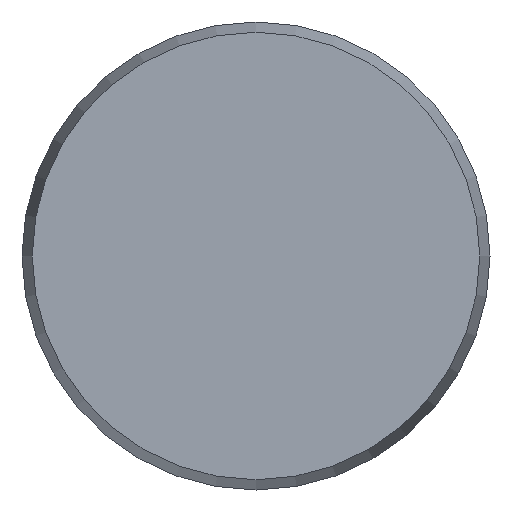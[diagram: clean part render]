
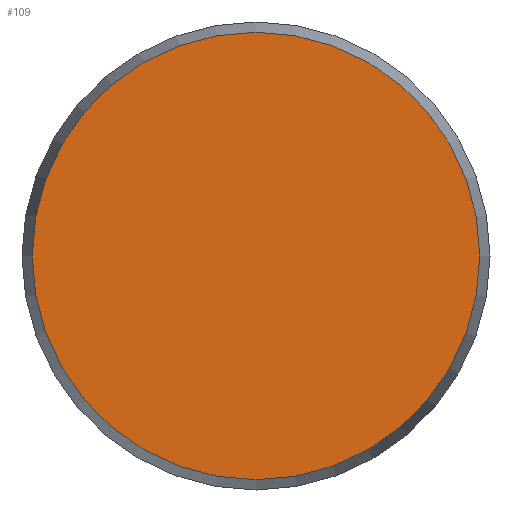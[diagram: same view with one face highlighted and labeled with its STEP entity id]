
A CAD part, front view. The second image highlights one B-rep face of the part: STEP entity #109.
In plain terms, the highlighted planar face has unit normal (0, -1, 0).
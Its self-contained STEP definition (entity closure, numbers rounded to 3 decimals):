
#109 = ADVANCED_FACE( '', ( #236 ), #237, .F. );
#236 = FACE_OUTER_BOUND( '', #409, .T. );
#237 = PLANE( '', #410 );
#409 = EDGE_LOOP( '', ( #628 ) );
#410 = AXIS2_PLACEMENT_3D( '', #629, #630, #631 );
#628 = ORIENTED_EDGE( '', *, *, #798, .T. );
#629 = CARTESIAN_POINT( '', ( 38.25, 0., 0. ) );
#630 = DIRECTION( '', ( 0., 1., 0. ) );
#631 = DIRECTION( '', ( 0., 0., 1. ) );
#798 = EDGE_CURVE( '', #934, #934, #935, .T. );
#934 = VERTEX_POINT( '', #1173 );
#935 = CIRCLE( '', #1174, 38.25 );
#1173 = CARTESIAN_POINT( '', ( 0., 0., -38.25 ) );
#1174 = AXIS2_PLACEMENT_3D( '', #1367, #1368, #1369 );
#1367 = CARTESIAN_POINT( '', ( 0., 0., 0. ) );
#1368 = DIRECTION( '', ( 0., -1., 0. ) );
#1369 = DIRECTION( '', ( 0., 0., -1. ) );
